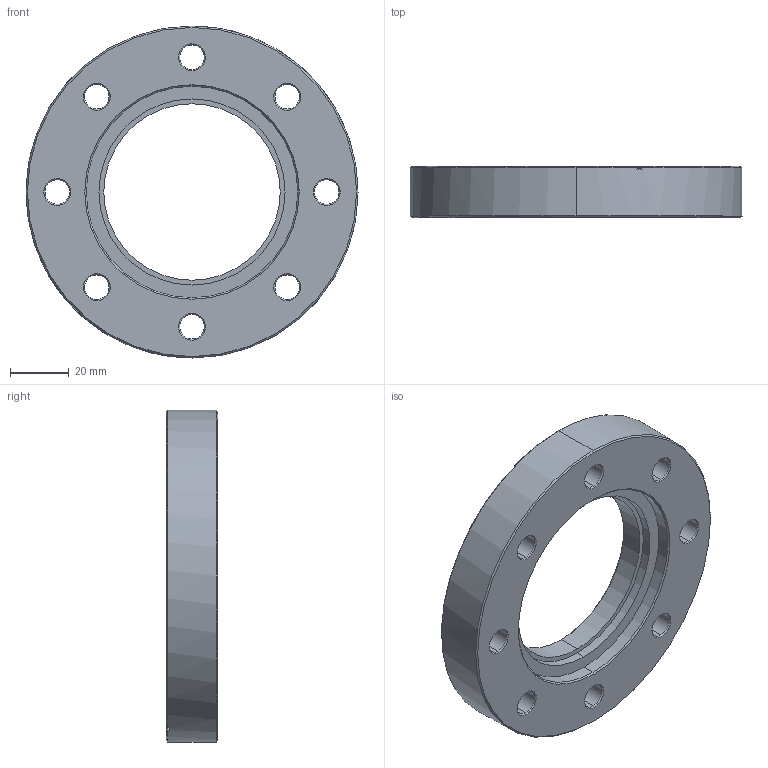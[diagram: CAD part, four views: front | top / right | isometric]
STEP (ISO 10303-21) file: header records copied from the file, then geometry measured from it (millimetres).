
FILE_DESCRIPTION (( 'STEP AP214' ), '1' );
FILE_NAME ('Hositrad_CF63-64R.STEP', '2013-08-30T11:12:41', ( '' ), ( '' ), 'SwSTEP 2.0', 'SolidWorks 2013', '' );
FILE_SCHEMA (( 'AUTOMOTIVE_DESIGN' ));
Length unit declared in the file: millimetre
Products named in the file (1): Hositrad_CF63-64R
Bounding box: 113.5 x 17.5 x 113.5 mm (x, y, z)
Volume: 108533.9 mm3; surface area: 35207.5 mm2
Topology: 2 solids, 2 shells, 86 faces, 200 edges, 119 vertices
Faces by surface type: cone 45, cylinder 28, plane 13
Entity records: 2536 total; most frequent: DIRECTION 479, CARTESIAN_POINT 418, ORIENTED_EDGE 400, EDGE_CURVE 200, AXIS2_PLACEMENT_3D 196, VERTEX_POINT 119, CIRCLE 109, EDGE_LOOP 107
